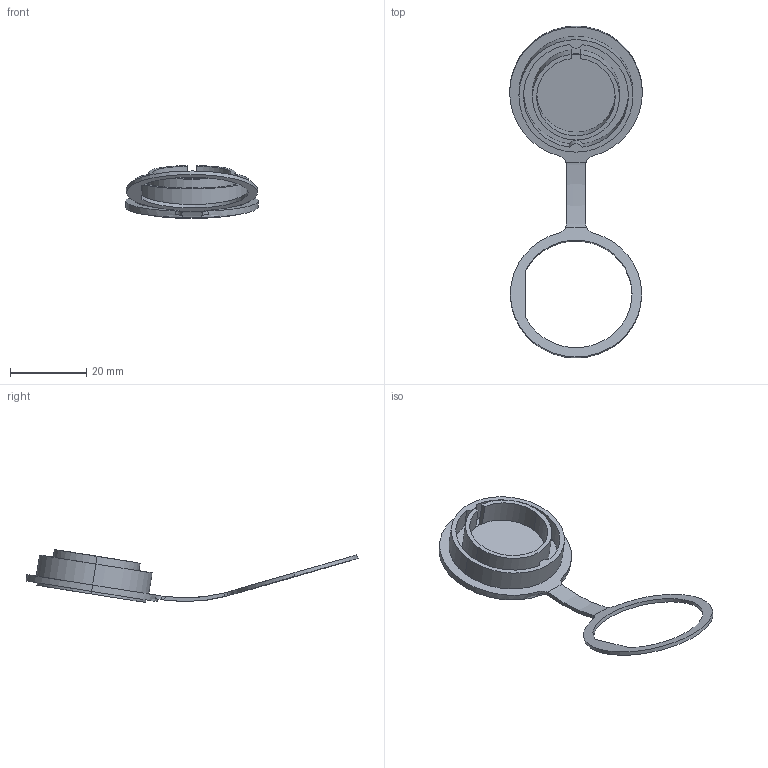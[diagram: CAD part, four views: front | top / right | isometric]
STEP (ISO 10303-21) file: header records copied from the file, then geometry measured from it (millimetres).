
FILE_DESCRIPTION (( 'STEP AP203' ), '1' );
FILE_NAME ('24295.STEP', '2013-09-09T15:09:39', ( 'J0FPBF1' ), ( '' ), 'SwSTEP 2.0', 'SolidWorks 2012', '' );
FILE_SCHEMA (( 'CONFIG_CONTROL_DESIGN' ));
Length unit declared in the file: inch
Products named in the file (1): 24295
Bounding box: 34.93 x 87.33 x 13.91 mm (x, y, z)
Volume: 3817.6 mm3; surface area: 5264.5 mm2
Topology: 1 solids, 1 shells, 94 faces, 233 edges, 152 vertices
Faces by surface type: plane 45, cylinder 33, bspline 16
Entity records: 3592 total; most frequent: CARTESIAN_POINT 1328, ORIENTED_EDGE 466, DIRECTION 423, EDGE_CURVE 233, VERTEX_POINT 152, AXIS2_PLACEMENT_3D 147, LINE 129, VECTOR 129
